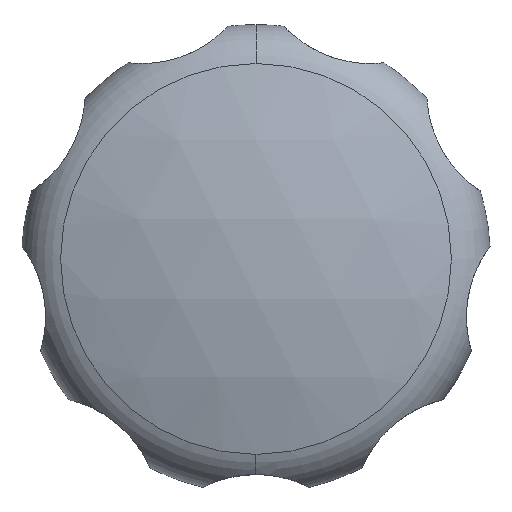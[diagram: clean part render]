
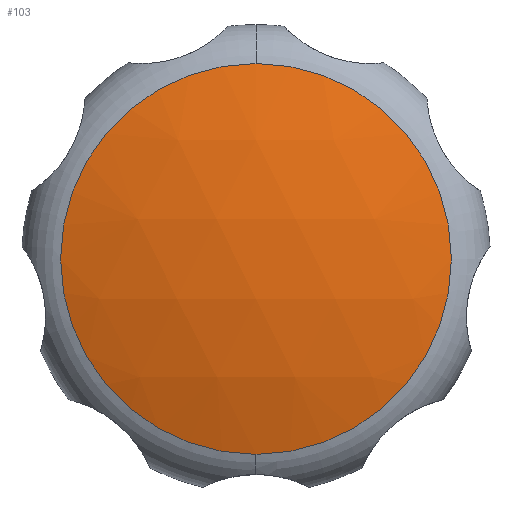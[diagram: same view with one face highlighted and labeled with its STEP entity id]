
A CAD part, top view. The second image highlights one B-rep face of the part: STEP entity #103.
In plain terms, the highlighted spherical face has radius 67.666 mm.
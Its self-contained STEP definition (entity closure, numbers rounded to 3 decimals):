
#103=ADVANCED_FACE('',(#201),#202,.T.);
#201=FACE_OUTER_BOUND('',#290,.T.);
#202=SPHERICAL_SURFACE('',#291,67.666);
#290=EDGE_LOOP('',(#529,#530,#531));
#291=AXIS2_PLACEMENT_3D('',#532,#533,#534);
#529=ORIENTED_EDGE('',*,*,#568,.T.);
#530=ORIENTED_EDGE('',*,*,#627,.T.);
#531=ORIENTED_EDGE('',*,*,#569,.T.);
#532=CARTESIAN_POINT('',(0.0,0.,-33.666));
#533=DIRECTION('',(0.0,-1.0,0.));
#534=DIRECTION('',(1.0,0.0,0.0));
#568=EDGE_CURVE('',#686,#684,#687,.T.);
#569=EDGE_CURVE('',#688,#686,#689,.T.);
#627=EDGE_CURVE('',#684,#688,#764,.T.);
#684=VERTEX_POINT('',#1140);
#686=VERTEX_POINT('',#1142);
#687=CIRCLE('',#1143,20.849);
#688=VERTEX_POINT('',#1144);
#689=CIRCLE('',#1145,20.849);
#764=CIRCLE('',#1347,20.849);
#1140=CARTESIAN_POINT('',(0.,20.849,30.708));
#1142=CARTESIAN_POINT('',(20.849,0.,30.708));
#1143=AXIS2_PLACEMENT_3D('',#1397,#1398,#1399);
#1144=CARTESIAN_POINT('',(0.,-20.849,30.708));
#1145=AXIS2_PLACEMENT_3D('',#1400,#1401,#1402);
#1347=AXIS2_PLACEMENT_3D('',#1471,#1472,#1473);
#1397=CARTESIAN_POINT('',(0.0,0.,30.708));
#1398=DIRECTION('',(-0.0,0.,1.0));
#1399=DIRECTION('',(1.0,0.0,0.0));
#1400=CARTESIAN_POINT('',(0.0,0.,30.708));
#1401=DIRECTION('',(-0.0,0.,1.0));
#1402=DIRECTION('',(1.0,0.0,0.0));
#1471=CARTESIAN_POINT('',(0.0,0.,30.708));
#1472=DIRECTION('',(-0.0,0.,1.0));
#1473=DIRECTION('',(1.0,0.0,0.0));
